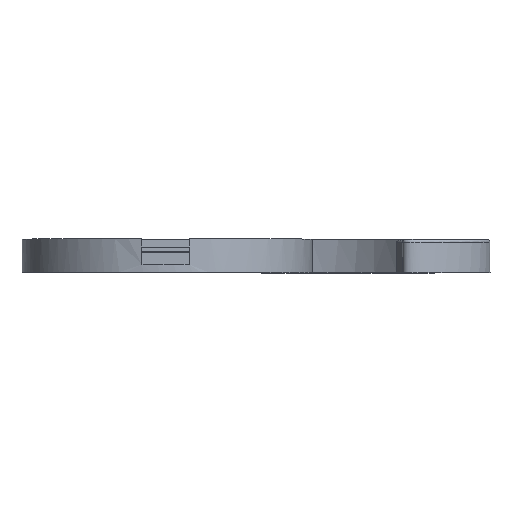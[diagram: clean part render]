
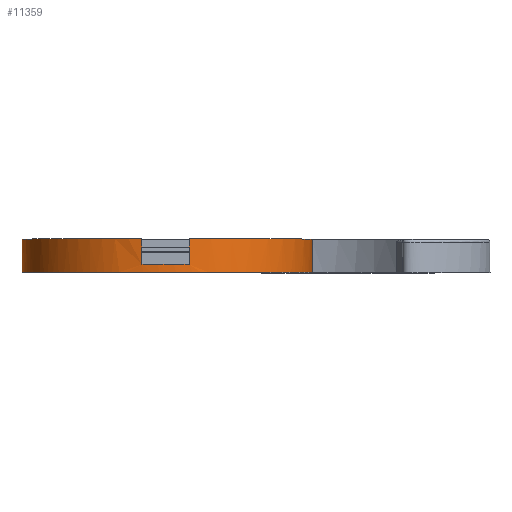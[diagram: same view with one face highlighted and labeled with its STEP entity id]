
A CAD part, top view. The second image highlights one B-rep face of the part: STEP entity #11359.
In plain terms, the highlighted cylindrical face has radius 56.847 mm (diameter 113.693 mm), a partial arc.
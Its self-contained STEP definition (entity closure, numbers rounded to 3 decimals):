
#670=B_SPLINE_CURVE_WITH_KNOTS('',3,(#15626,#15627,#15628,#15629,#15630,
#15631,#15632,#15633,#15634,#15635),.UNSPECIFIED.,.F.,.F.,(4,2,2,2,4),(0.178,
0.229,0.28,0.317,0.354),
 .UNSPECIFIED.);
#671=B_SPLINE_CURVE_WITH_KNOTS('',3,(#15643,#15644,#15645,#15646,#15647,
#15648,#15649,#15650,#15651,#15652,#15653,#15654,#15655,#15656,#15657,#15658,
#15659,#15660),.UNSPECIFIED.,.F.,.F.,(4,2,2,2,2,2,2,2,4),(0.444,
0.761,1.078,1.162,1.247,1.268,
1.271,1.272,1.274),.UNSPECIFIED.);
#681=CYLINDRICAL_SURFACE('',#11639,56.847);
#750=CIRCLE('',#11635,56.847);
#751=CIRCLE('',#11640,56.847);
#752=CIRCLE('',#11641,56.847);
#753=CIRCLE('',#11642,56.847);
#1376=FACE_OUTER_BOUND('',#1584,.T.);
#1584=EDGE_LOOP('',(#8879,#8880,#8881,#8882,#8883,#8884,#8885,#8886,#8887,
#8888));
#2022=LINE('',#15571,#3439);
#2028=LINE('',#15583,#3445);
#2046=LINE('',#15637,#3463);
#2047=LINE('',#15641,#3464);
#3439=VECTOR('',#12476,10.);
#3445=VECTOR('',#12484,10.);
#3463=VECTOR('',#12516,10.);
#3464=VECTOR('',#12519,10.);
#4855=VERTEX_POINT('',#15567);
#4857=VERTEX_POINT('',#15570);
#4860=VERTEX_POINT('',#15577);
#4862=VERTEX_POINT('',#15581);
#4879=VERTEX_POINT('',#15623);
#4880=VERTEX_POINT('',#15625);
#4881=VERTEX_POINT('',#15636);
#4882=VERTEX_POINT('',#15638);
#4883=VERTEX_POINT('',#15640);
#4884=VERTEX_POINT('',#15642);
#6801=EDGE_CURVE('',#4857,#4855,#2022,.T.);
#6807=EDGE_CURVE('',#4860,#4862,#2028,.T.);
#6809=EDGE_CURVE('',#4862,#4857,#750,.T.);
#6826=EDGE_CURVE('',#4879,#4855,#751,.T.);
#6827=EDGE_CURVE('',#4880,#4879,#670,.F.);
#6828=EDGE_CURVE('',#4881,#4880,#2046,.T.);
#6829=EDGE_CURVE('',#4881,#4882,#752,.T.);
#6830=EDGE_CURVE('',#4882,#4883,#2047,.T.);
#6831=EDGE_CURVE('',#4884,#4883,#671,.T.);
#6832=EDGE_CURVE('',#4860,#4884,#753,.T.);
#8879=ORIENTED_EDGE('',*,*,#6807,.T.);
#8880=ORIENTED_EDGE('',*,*,#6809,.T.);
#8881=ORIENTED_EDGE('',*,*,#6801,.T.);
#8882=ORIENTED_EDGE('',*,*,#6826,.F.);
#8883=ORIENTED_EDGE('',*,*,#6827,.F.);
#8884=ORIENTED_EDGE('',*,*,#6828,.F.);
#8885=ORIENTED_EDGE('',*,*,#6829,.T.);
#8886=ORIENTED_EDGE('',*,*,#6830,.T.);
#8887=ORIENTED_EDGE('',*,*,#6831,.F.);
#8888=ORIENTED_EDGE('',*,*,#6832,.F.);
#11359=ADVANCED_FACE('',(#1376),#681,.T.);
#11635=AXIS2_PLACEMENT_3D('',#15586,#12488,#12489);
#11639=AXIS2_PLACEMENT_3D('',#15622,#12512,#12513);
#11640=AXIS2_PLACEMENT_3D('',#15624,#12514,#12515);
#11641=AXIS2_PLACEMENT_3D('',#15639,#12517,#12518);
#11642=AXIS2_PLACEMENT_3D('',#15661,#12520,#12521);
#12476=DIRECTION('',(0.,1.,0.));
#12484=DIRECTION('',(0.,-1.,0.));
#12488=DIRECTION('center_axis',(0.,-1.,0.));
#12489=DIRECTION('ref_axis',(1.,0.,0.));
#12512=DIRECTION('center_axis',(0.,1.,0.));
#12513=DIRECTION('ref_axis',(-0.92,0.,0.392));
#12514=DIRECTION('center_axis',(0.,1.,0.));
#12515=DIRECTION('ref_axis',(1.,0.,0.));
#12516=DIRECTION('',(0.,1.,0.));
#12517=DIRECTION('center_axis',(0.,1.,0.));
#12518=DIRECTION('ref_axis',(1.,0.,0.));
#12519=DIRECTION('',(0.,1.,0.));
#12520=DIRECTION('center_axis',(0.,1.,0.));
#12521=DIRECTION('ref_axis',(1.,0.,0.));
#15567=CARTESIAN_POINT('',(18.75,13.,93.313));
#15570=CARTESIAN_POINT('',(18.75,3.,93.313));
#15571=CARTESIAN_POINT('',(18.75,0.,93.313));
#15577=CARTESIAN_POINT('',(37.25,13.,93.523));
#15581=CARTESIAN_POINT('',(37.25,3.,93.523));
#15583=CARTESIAN_POINT('',(37.25,0.,93.523));
#15586=CARTESIAN_POINT('Origin',(28.634,3.,37.333));
#15622=CARTESIAN_POINT('Origin',(28.634,0.,37.333));
#15623=CARTESIAN_POINT('',(66.44,13.,-5.121));
#15624=CARTESIAN_POINT('Origin',(28.634,13.,37.333));
#15625=CARTESIAN_POINT('',(65.44,12.,-5.991));
#15626=CARTESIAN_POINT('Ctrl Pts',(66.44,13.,-5.121));
#15627=CARTESIAN_POINT('Ctrl Pts',(66.313,13.,-5.234));
#15628=CARTESIAN_POINT('Ctrl Pts',(66.175,12.975,-5.355));
#15629=CARTESIAN_POINT('Ctrl Pts',(65.915,12.863,-5.582));
#15630=CARTESIAN_POINT('Ctrl Pts',(65.793,12.777,-5.688));
#15631=CARTESIAN_POINT('Ctrl Pts',(65.623,12.587,-5.834));
#15632=CARTESIAN_POINT('Ctrl Pts',(65.556,12.484,-5.892));
#15633=CARTESIAN_POINT('Ctrl Pts',(65.464,12.253,-5.97));
#15634=CARTESIAN_POINT('Ctrl Pts',(65.44,12.124,-5.991));
#15635=CARTESIAN_POINT('Ctrl Pts',(65.44,12.,-5.991));
#15636=CARTESIAN_POINT('',(65.44,0.,-5.991));
#15637=CARTESIAN_POINT('',(65.44,0.,-5.991));
#15638=CARTESIAN_POINT('',(85.44,0.,39.504));
#15639=CARTESIAN_POINT('Origin',(28.634,0.,37.333));
#15640=CARTESIAN_POINT('',(85.44,12.,39.504));
#15641=CARTESIAN_POINT('',(85.44,0.,39.504));
#15642=CARTESIAN_POINT('',(84.44,13.,48.164));
#15643=CARTESIAN_POINT('Ctrl Pts',(84.44,13.,48.164));
#15644=CARTESIAN_POINT('Ctrl Pts',(84.641,13.,47.128));
#15645=CARTESIAN_POINT('Ctrl Pts',(84.831,12.938,45.985));
#15646=CARTESIAN_POINT('Ctrl Pts',(85.136,12.741,43.696));
#15647=CARTESIAN_POINT('Ctrl Pts',(85.251,12.608,42.548));
#15648=CARTESIAN_POINT('Ctrl Pts',(85.348,12.42,41.228));
#15649=CARTESIAN_POINT('Ctrl Pts',(85.369,12.374,40.922));
#15650=CARTESIAN_POINT('Ctrl Pts',(85.404,12.271,40.314));
#15651=CARTESIAN_POINT('Ctrl Pts',(85.419,12.22,40.01));
#15652=CARTESIAN_POINT('Ctrl Pts',(85.433,12.117,39.673));
#15653=CARTESIAN_POINT('Ctrl Pts',(85.436,12.093,39.591));
#15654=CARTESIAN_POINT('Ctrl Pts',(85.439,12.043,39.527));
#15655=CARTESIAN_POINT('Ctrl Pts',(85.439,12.036,39.519));
#15656=CARTESIAN_POINT('Ctrl Pts',(85.439,12.023,39.51));
#15657=CARTESIAN_POINT('Ctrl Pts',(85.439,12.019,39.508));
#15658=CARTESIAN_POINT('Ctrl Pts',(85.44,12.01,39.505));
#15659=CARTESIAN_POINT('Ctrl Pts',(85.44,12.005,39.504));
#15660=CARTESIAN_POINT('Ctrl Pts',(85.44,12.,39.504));
#15661=CARTESIAN_POINT('Origin',(28.634,13.,37.333));
